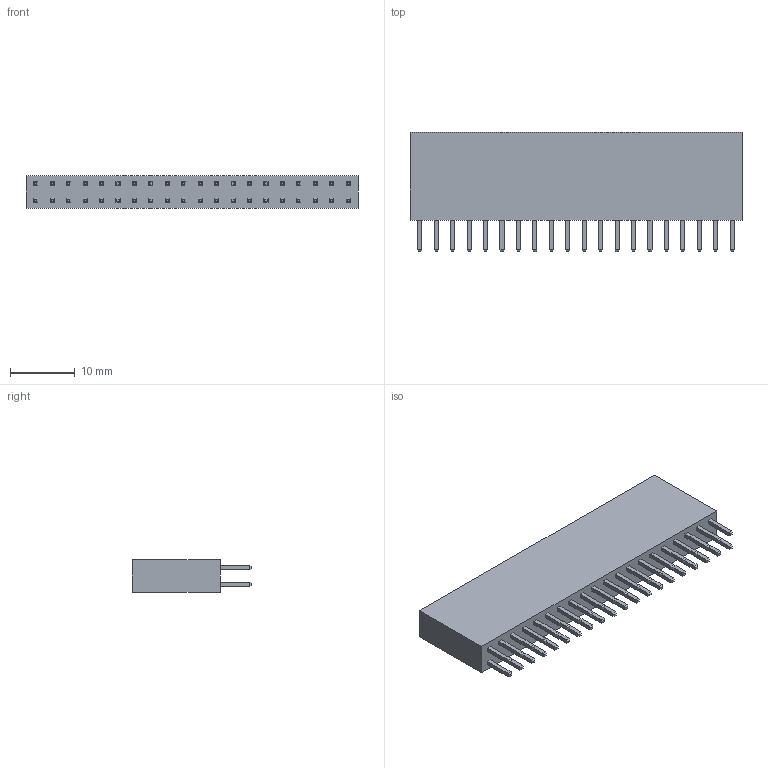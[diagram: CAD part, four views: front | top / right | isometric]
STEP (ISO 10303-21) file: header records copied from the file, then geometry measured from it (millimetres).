
FILE_DESCRIPTION(/* description */ ('STEP AP242','CAx-IF Rec.Pracs.---Representation and Presentation of Product Manufacturing Information (PMI)---4.0---2014-10-13','CAx-IF Rec.Pracs.---3D Tessellated Geometry---0.4---2014-09-14','2;1'),/* implementation_level */ '2;1');
FILE_NAME(/* name */ 'ASM, MAIN, JETSON TRAVEL CASE - CONNECTOR, RECTANGULAR, SOCKET, 0.1- PITCH, DUAL ROW, 40 POS, 13.6MM INS HEIGHT, THRUHOLE, ESQ-120-23-T-D',/* time_stamp */ '2025-01-20T01:45:11Z',/* author */ (''),/* organization */ (''),/* preprocessor_version */ 'ST-DEVELOPER v20',/* originating_system */ 'ONSHAPE BY PTC INC, 1.192',/* authorisation */ ' ');
FILE_SCHEMA (('AP242_MANAGED_MODEL_BASED_3D_ENGINEERING_MIM_LF { 1 0 10303 442 1 1 4 }'));
Length unit declared in the file: metre
Products named in the file (1): CONNECTOR, RECTANGULAR, SOCKET, 0.1" PITCH, DUAL ROW, 40 POS, 13.6MM 
INS HEIGHT, THRUHOLE, ESQ-120-23-T-D
Bounding box: 51.31 x 18.41 x 4.95 mm (x, y, z)
Volume: 3374.4 mm3; surface area: 3617.4 mm2
Topology: 1 solids, 1 shells, 1046 faces, 2652 edges, 1688 vertices
Faces by surface type: plane 1006, cylinder 40
Entity records: 30658 total; most frequent: CARTESIAN_POINT 5387, ORIENTED_EDGE 5304, DIRECTION 4906, EDGE_CURVE 2652, LINE 2492, VECTOR 2492, VERTEX_POINT 1688, AXIS2_PLACEMENT_3D 1207
